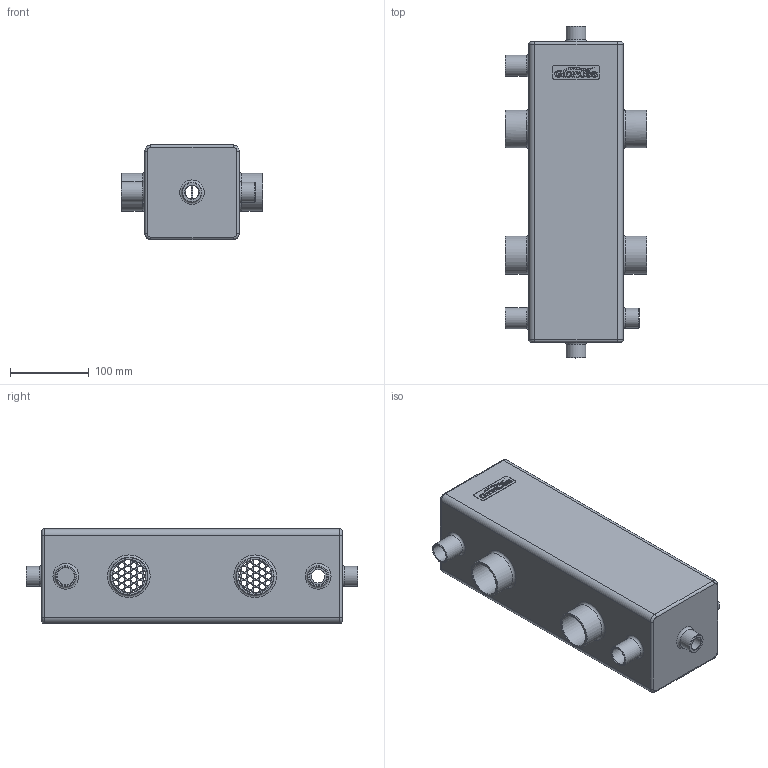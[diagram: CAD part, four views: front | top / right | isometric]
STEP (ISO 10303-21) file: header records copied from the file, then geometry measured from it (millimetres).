
FILE_DESCRIPTION(('STEP AP203'), '1');
FILE_NAME('GRSS-150-40.04', '', ('UNSPECIFIED'), ('UNSPECIFIED'), 'ASCON STEP Converter 1.6', 'ASCON Math Kernel', '');
FILE_SCHEMA(('CONFIG_CONTROL_DESIGN'));
Length unit declared in the file: millimetre
Bounding box: 180 x 421 x 120.55 mm (x, y, z)
Volume: 892981.8 mm3; surface area: 501499.4 mm2
Topology: 1 solids, 1 shells, 639 faces, 1768 edges, 1165 vertices
Faces by surface type: cylinder 260, bspline 171, plane 158, cone 33, torus 17
Full cylindrical faces by diameter (mm): 7.5 x210, 17.071 x3, 22 x2, 24 x3, 25 x5, 26.8 x2, 42 x4, 46 x4, 48 x4
Entity records: 29320 total; most frequent: CARTESIAN_POINT 8971, ORIENTED_EDGE 2978, DIRECTION 2528, EDGE_CURVE 1489, EDGE_LOOP 1394, VERTEX_POINT 1165, AXIS2_PLACEMENT_3D 1054, FACE_BOUND 870
